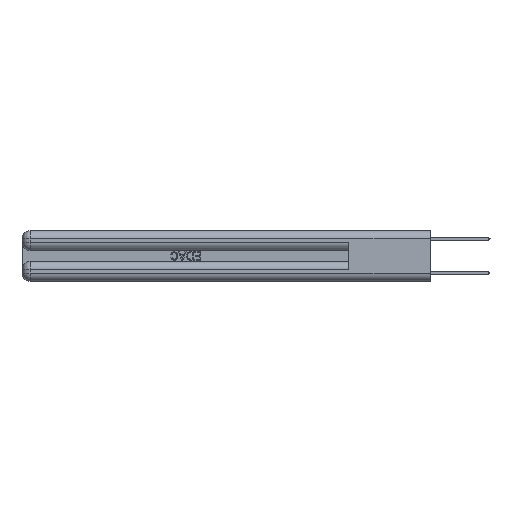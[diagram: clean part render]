
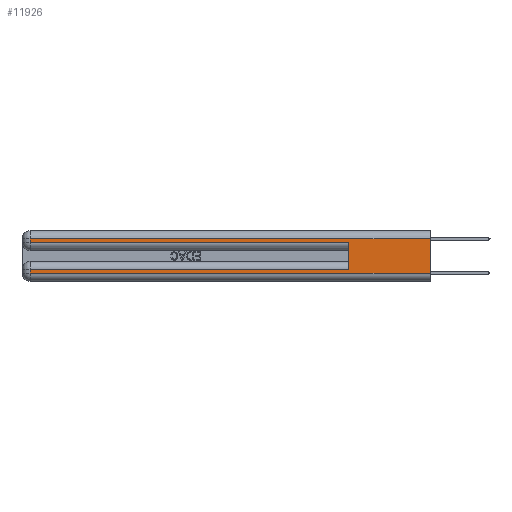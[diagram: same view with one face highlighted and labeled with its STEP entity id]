
A CAD part, left-side view. The second image highlights one B-rep face of the part: STEP entity #11926.
In plain terms, the highlighted planar face has unit normal (-1, 0, 0).
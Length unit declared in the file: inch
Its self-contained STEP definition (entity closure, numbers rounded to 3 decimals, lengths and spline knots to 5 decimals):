
#139 = DIRECTION ( 'NONE',  ( 0., 1., 0. ) ) ;
#192 = DIRECTION ( 'NONE',  ( 0., 0., -1. ) ) ;
#1147 = ORIENTED_EDGE ( 'NONE', *, *, #14283, .T. ) ;
#2294 = CARTESIAN_POINT ( 'NONE',  ( 0., 0., 0.06 ) ) ;
#2529 = LINE ( 'NONE', #2802, #8776 ) ;
#2703 = CARTESIAN_POINT ( 'NONE',  ( 0., 0., 0.085 ) ) ;
#2802 = CARTESIAN_POINT ( 'NONE',  ( 0., 0., 0.06 ) ) ;
#2853 = VERTEX_POINT ( 'NONE', #11445 ) ;
#3199 = ORIENTED_EDGE ( 'NONE', *, *, #27254, .F. ) ;
#3827 = LINE ( 'NONE', #16966, #27000 ) ;
#3868 = FACE_OUTER_BOUND ( 'NONE', #10966, .T. ) ;
#3936 = EDGE_CURVE ( 'NONE', #6881, #2853, #17112, .T. ) ;
#4927 = CARTESIAN_POINT ( 'NONE',  ( 0., 0.6, 0.085 ) ) ;
#5270 = LINE ( 'NONE', #13890, #26928 ) ;
#6482 = LINE ( 'NONE', #19612, #25669 ) ;
#6812 = LINE ( 'NONE', #23901, #20542 ) ;
#6881 = VERTEX_POINT ( 'NONE', #24196 ) ;
#7083 = ORIENTED_EDGE ( 'NONE', *, *, #22770, .F. ) ;
#8380 = VERTEX_POINT ( 'NONE', #22894 ) ;
#8776 = VECTOR ( 'NONE', #9278, 39.37008 ) ;
#8909 = VERTEX_POINT ( 'NONE', #22714 ) ;
#9278 = DIRECTION ( 'NONE',  ( 0., -1., 0. ) ) ;
#10361 = LINE ( 'NONE', #20686, #25107 ) ;
#10635 = CARTESIAN_POINT ( 'NONE',  ( 0., 2.94, 0.06 ) ) ;
#10966 = EDGE_LOOP ( 'NONE', ( #7083, #19927, #20113, #17699, #3199, #13421, #1147, #19150 ) ) ;
#11162 = EDGE_CURVE ( 'NONE', #23496, #8380, #21479, .T. ) ;
#11445 = CARTESIAN_POINT ( 'NONE',  ( 0., 2.94, 0.285 ) ) ;
#11926 = ADVANCED_FACE ( 'NONE', ( #3868 ), #16588, .F. ) ;
#12349 = DIRECTION ( 'NONE',  ( 0., 0., -1. ) ) ;
#12488 = DIRECTION ( 'NONE',  ( 1., 0., 0. ) ) ;
#12507 = VERTEX_POINT ( 'NONE', #2294 ) ;
#12877 = CARTESIAN_POINT ( 'NONE',  ( 0., 2.94, 0.37 ) ) ;
#12911 = CARTESIAN_POINT ( 'NONE',  ( 0., 0., 0.37 ) ) ;
#12941 = CARTESIAN_POINT ( 'NONE',  ( 0., 0.6, 0.285 ) ) ;
#13421 = ORIENTED_EDGE ( 'NONE', *, *, #11162, .T. ) ;
#13890 = CARTESIAN_POINT ( 'NONE',  ( 0., 0., 0.285 ) ) ;
#14283 = EDGE_CURVE ( 'NONE', #8380, #25341, #6812, .T. ) ;
#14980 = DIRECTION ( 'NONE',  ( 0., 1., 0. ) ) ;
#15735 = DIRECTION ( 'NONE',  ( 0., -1., 0. ) ) ;
#15780 = VECTOR ( 'NONE', #19081, 39.37008 ) ;
#16390 = AXIS2_PLACEMENT_3D ( 'NONE', #12911, #12488, #25196 ) ;
#16588 = PLANE ( 'NONE',  #16390 ) ;
#16626 = VERTEX_POINT ( 'NONE', #12941 ) ;
#16966 = CARTESIAN_POINT ( 'NONE',  ( 0., 0.6, 0.145 ) ) ;
#17112 = LINE ( 'NONE', #12877, #15780 ) ;
#17699 = ORIENTED_EDGE ( 'NONE', *, *, #23158, .T. ) ;
#19081 = DIRECTION ( 'NONE',  ( 0., 0., -1. ) ) ;
#19150 = ORIENTED_EDGE ( 'NONE', *, *, #19987, .T. ) ;
#19612 = CARTESIAN_POINT ( 'NONE',  ( 0., 0., 0.31 ) ) ;
#19927 = ORIENTED_EDGE ( 'NONE', *, *, #27726, .T. ) ;
#19987 = EDGE_CURVE ( 'NONE', #25341, #12507, #2529, .T. ) ;
#20113 = ORIENTED_EDGE ( 'NONE', *, *, #3936, .T. ) ;
#20542 = VECTOR ( 'NONE', #192, 39.37008 ) ;
#20686 = CARTESIAN_POINT ( 'NONE',  ( 0., 0., 0.37 ) ) ;
#21197 = DIRECTION ( 'NONE',  ( 0., 0., 1. ) ) ;
#21479 = LINE ( 'NONE', #2703, #26360 ) ;
#22714 = CARTESIAN_POINT ( 'NONE',  ( 0., 0., 0.31 ) ) ;
#22770 = EDGE_CURVE ( 'NONE', #8909, #12507, #10361, .T. ) ;
#22894 = CARTESIAN_POINT ( 'NONE',  ( 0., 2.94, 0.085 ) ) ;
#23158 = EDGE_CURVE ( 'NONE', #2853, #16626, #5270, .T. ) ;
#23496 = VERTEX_POINT ( 'NONE', #4927 ) ;
#23901 = CARTESIAN_POINT ( 'NONE',  ( 0., 2.94, 0.37 ) ) ;
#24196 = CARTESIAN_POINT ( 'NONE',  ( 0., 2.94, 0.31 ) ) ;
#25107 = VECTOR ( 'NONE', #12349, 39.37008 ) ;
#25196 = DIRECTION ( 'NONE',  ( 0., 0., -1. ) ) ;
#25341 = VERTEX_POINT ( 'NONE', #10635 ) ;
#25669 = VECTOR ( 'NONE', #139, 39.37008 ) ;
#26360 = VECTOR ( 'NONE', #14980, 39.37008 ) ;
#26928 = VECTOR ( 'NONE', #15735, 39.37008 ) ;
#27000 = VECTOR ( 'NONE', #21197, 39.37008 ) ;
#27254 = EDGE_CURVE ( 'NONE', #23496, #16626, #3827, .T. ) ;
#27726 = EDGE_CURVE ( 'NONE', #8909, #6881, #6482, .T. ) ;
